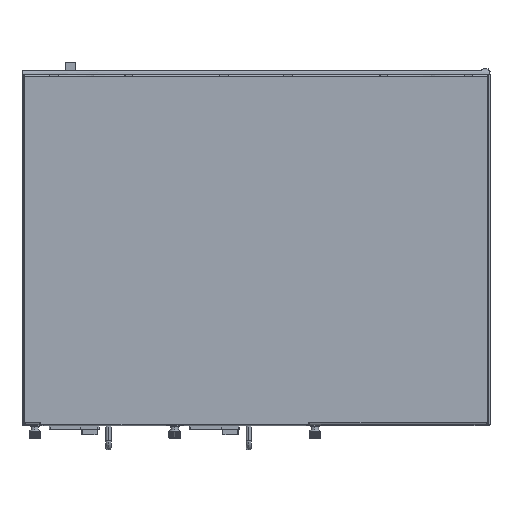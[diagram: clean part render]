
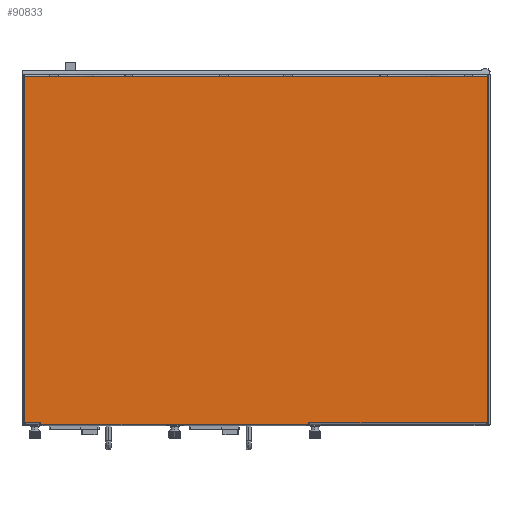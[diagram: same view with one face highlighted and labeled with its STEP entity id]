
A CAD part, front view. The second image highlights one B-rep face of the part: STEP entity #90833.
In plain terms, the highlighted planar face has unit normal (0, -1, 0).
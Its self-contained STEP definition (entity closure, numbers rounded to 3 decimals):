
#87288=DIRECTION('',(-1.,0.,0.));
#87289=VECTOR('',#87288,435.4);
#87290=CARTESIAN_POINT('',(217.7,0.,-1.2));
#87291=LINE('',#87290,#87289);
#87385=DIRECTION('',(0.,0.,-1.));
#87386=VECTOR('',#87385,325.6);
#87387=CARTESIAN_POINT('',(-217.7,0.,-1.2));
#87388=LINE('',#87387,#87386);
#87393=DIRECTION('',(0.,0.,-1.));
#87394=VECTOR('',#87393,2.);
#87395=CARTESIAN_POINT('',(49.5,0.,-326.8));
#87396=LINE('',#87395,#87394);
#87397=DIRECTION('',(-1.,0.,0.));
#87398=VECTOR('',#87397,251.9);
#87399=CARTESIAN_POINT('',(49.5,0.,-328.8));
#87400=LINE('',#87399,#87398);
#87401=DIRECTION('',(-1.,0.,0.));
#87402=VECTOR('',#87401,1.);
#87403=CARTESIAN_POINT('',(-202.4,0.,-326.8));
#87404=LINE('',#87403,#87402);
#87405=DIRECTION('',(-1.,0.,0.));
#87406=VECTOR('',#87405,0.8);
#87407=CARTESIAN_POINT('',(-216.9,0.,-326.8));
#87408=LINE('',#87407,#87406);
#87413=DIRECTION('',(0.,0.,1.));
#87414=VECTOR('',#87413,325.6);
#87415=CARTESIAN_POINT('',(217.7,0.,-326.8));
#87416=LINE('',#87415,#87414);
#87548=DIRECTION('',(0.,0.,-1.));
#87549=VECTOR('',#87548,2.);
#87550=CARTESIAN_POINT('',(-202.4,0.,-326.8));
#87551=LINE('',#87550,#87549);
#88091=DIRECTION('',(1.,0.,0.));
#88092=VECTOR('',#88091,13.5);
#88093=CARTESIAN_POINT('',(-216.9,0.,-326.8));
#88094=LINE('',#88093,#88092);
#88139=DIRECTION('',(1.,0.,0.));
#88140=VECTOR('',#88139,1.);
#88141=CARTESIAN_POINT('',(49.5,0.,-326.8));
#88142=LINE('',#88141,#88140);
#88197=DIRECTION('',(1.,0.,0.));
#88198=VECTOR('',#88197,166.4);
#88199=CARTESIAN_POINT('',(50.5,0.,-326.8));
#88200=LINE('',#88199,#88198);
#88205=DIRECTION('',(1.,0.,0.));
#88206=VECTOR('',#88205,0.8);
#88207=CARTESIAN_POINT('',(216.9,0.,-326.8));
#88208=LINE('',#88207,#88206);
#89414=CARTESIAN_POINT('',(-217.7,0.,-1.2));
#89415=VERTEX_POINT('',#89414);
#89440=CARTESIAN_POINT('',(217.7,0.,-1.2));
#89441=VERTEX_POINT('',#89440);
#89448=CARTESIAN_POINT('',(-217.7,0.,-326.8));
#89449=VERTEX_POINT('',#89448);
#89452=CARTESIAN_POINT('',(217.7,0.,-326.8));
#89453=VERTEX_POINT('',#89452);
#89454=CARTESIAN_POINT('',(216.9,0.,-326.8));
#89455=VERTEX_POINT('',#89454);
#89456=CARTESIAN_POINT('',(50.5,0.,-326.8));
#89457=VERTEX_POINT('',#89456);
#89458=CARTESIAN_POINT('',(49.5,0.,-326.8));
#89459=VERTEX_POINT('',#89458);
#89460=CARTESIAN_POINT('',(49.5,0.,-328.8));
#89461=VERTEX_POINT('',#89460);
#89462=CARTESIAN_POINT('',(-202.4,0.,-328.8));
#89463=VERTEX_POINT('',#89462);
#89464=CARTESIAN_POINT('',(-202.4,0.,-326.8));
#89465=VERTEX_POINT('',#89464);
#89466=CARTESIAN_POINT('',(-203.4,0.,-326.8));
#89467=VERTEX_POINT('',#89466);
#89468=CARTESIAN_POINT('',(-216.9,0.,-326.8));
#89469=VERTEX_POINT('',#89468);
#90804=CARTESIAN_POINT('',(0.,0.,0.));
#90805=DIRECTION('',(0.,-1.,0.));
#90806=DIRECTION('',(-1.,0.,0.));
#90807=AXIS2_PLACEMENT_3D('',#90804,#90805,#90806);
#90808=PLANE('',#90807);
#90809=ORIENTED_EDGE('',*,*,#90565,.F.);
#90811=ORIENTED_EDGE('',*,*,#90810,.F.);
#90813=ORIENTED_EDGE('',*,*,#90812,.F.);
#90815=ORIENTED_EDGE('',*,*,#90814,.F.);
#90817=ORIENTED_EDGE('',*,*,#90816,.F.);
#90819=ORIENTED_EDGE('',*,*,#90818,.T.);
#90821=ORIENTED_EDGE('',*,*,#90820,.T.);
#90823=ORIENTED_EDGE('',*,*,#90822,.F.);
#90825=ORIENTED_EDGE('',*,*,#90824,.T.);
#90827=ORIENTED_EDGE('',*,*,#90826,.F.);
#90829=ORIENTED_EDGE('',*,*,#90828,.T.);
#90830=ORIENTED_EDGE('',*,*,#90794,.F.);
#90831=EDGE_LOOP('',(#90809,#90811,#90813,#90815,#90817,#90819,#90821,#90823,
#90825,#90827,#90829,#90830));
#90832=FACE_OUTER_BOUND('',#90831,.F.);
#90565=EDGE_CURVE('',#89441,#89415,#87291,.T.);
#90794=EDGE_CURVE('',#89415,#89449,#87388,.T.);
#90810=EDGE_CURVE('',#89453,#89441,#87416,.T.);
#90812=EDGE_CURVE('',#89455,#89453,#88208,.T.);
#90814=EDGE_CURVE('',#89457,#89455,#88200,.T.);
#90816=EDGE_CURVE('',#89459,#89457,#88142,.T.);
#90818=EDGE_CURVE('',#89459,#89461,#87396,.T.);
#90820=EDGE_CURVE('',#89461,#89463,#87400,.T.);
#90822=EDGE_CURVE('',#89465,#89463,#87551,.T.);
#90824=EDGE_CURVE('',#89465,#89467,#87404,.T.);
#90826=EDGE_CURVE('',#89469,#89467,#88094,.T.);
#90828=EDGE_CURVE('',#89469,#89449,#87408,.T.);
#90833=ADVANCED_FACE('',(#90832),#90808,.T.);
